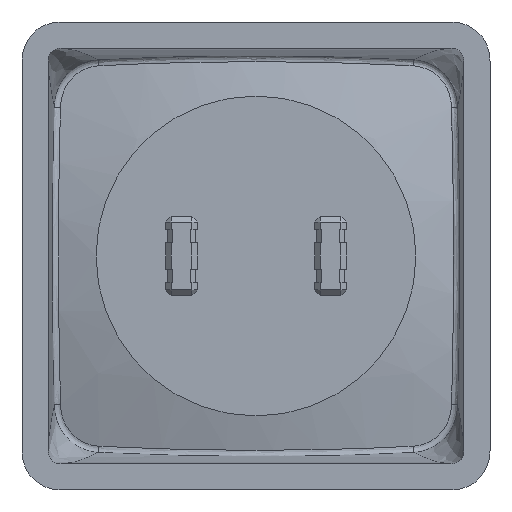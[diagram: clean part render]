
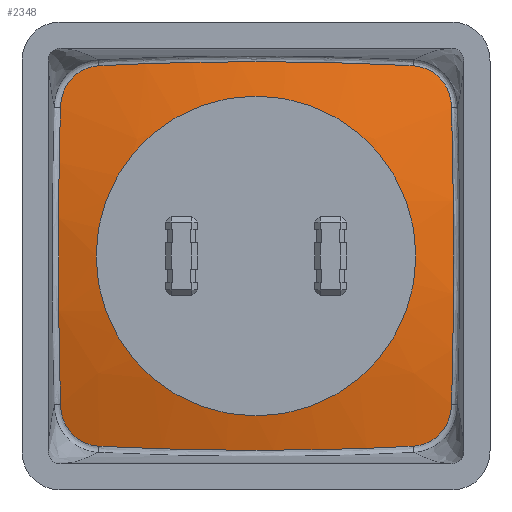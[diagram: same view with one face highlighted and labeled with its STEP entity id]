
A CAD part, front view. The second image highlights one B-rep face of the part: STEP entity #2348.
In plain terms, the highlighted spherical face has radius 31.5 mm.
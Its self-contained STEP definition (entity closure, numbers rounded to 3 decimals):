
#15=FACE_BOUND('',#399,.T.);
#19=SPHERICAL_SURFACE('',#2494,31.5);
#29=B_SPLINE_CURVE_WITH_KNOTS('',3,(#3469,#3470,#3471,#3472,#3473),
 .UNSPECIFIED.,.F.,.F.,(4,1,4),(-1.216,-0.521,0.),
 .UNSPECIFIED.);
#31=B_SPLINE_CURVE_WITH_KNOTS('',3,(#3514,#3515,#3516,#3517,#3518,#3519),
 .UNSPECIFIED.,.F.,.F.,(4,1,1,4),(-0.244,-0.174,
-0.105,0.),.UNSPECIFIED.);
#33=B_SPLINE_CURVE_WITH_KNOTS('',3,(#3549,#3550,#3551,#3552),
 .UNSPECIFIED.,.F.,.F.,(4,4),(-1.147,0.),.UNSPECIFIED.);
#35=B_SPLINE_CURVE_WITH_KNOTS('',3,(#3590,#3591,#3592,#3593,#3594,#3595),
 .UNSPECIFIED.,.F.,.F.,(4,1,1,4),(-0.244,-0.174,
-0.105,0.),.UNSPECIFIED.);
#37=B_SPLINE_CURVE_WITH_KNOTS('',3,(#3630,#3631,#3632,#3633,#3634),
 .UNSPECIFIED.,.F.,.F.,(4,1,4),(-1.216,-0.521,0.),
 .UNSPECIFIED.);
#39=B_SPLINE_CURVE_WITH_KNOTS('',3,(#3673,#3674,#3675,#3676,#3677,#3678),
 .UNSPECIFIED.,.F.,.F.,(4,1,1,4),(-0.244,-0.174,
-0.105,0.),.UNSPECIFIED.);
#41=B_SPLINE_CURVE_WITH_KNOTS('',3,(#3708,#3709,#3710,#3711),
 .UNSPECIFIED.,.F.,.F.,(4,4),(-1.147,0.),.UNSPECIFIED.);
#43=B_SPLINE_CURVE_WITH_KNOTS('',3,(#3746,#3747,#3748,#3749,#3750,#3751),
 .UNSPECIFIED.,.F.,.F.,(4,1,1,4),(-0.244,-0.14,
-0.07,0.),.UNSPECIFIED.);
#133=CIRCLE('',#2495,6.119);
#264=FACE_OUTER_BOUND('',#398,.T.);
#398=EDGE_LOOP('',(#1908,#1909,#1910,#1911,#1912,#1913,#1914,#1915));
#399=EDGE_LOOP('',(#1916));
#1043=VERTEX_POINT('',#3466);
#1044=VERTEX_POINT('',#3468);
#1047=VERTEX_POINT('',#3512);
#1049=VERTEX_POINT('',#3547);
#1051=VERTEX_POINT('',#3588);
#1053=VERTEX_POINT('',#3628);
#1055=VERTEX_POINT('',#3671);
#1057=VERTEX_POINT('',#3706);
#1068=VERTEX_POINT('',#4004);
#1340=EDGE_CURVE('',#1043,#1044,#29,.T.);
#1344=EDGE_CURVE('',#1047,#1043,#31,.T.);
#1347=EDGE_CURVE('',#1049,#1047,#33,.T.);
#1350=EDGE_CURVE('',#1051,#1049,#35,.T.);
#1353=EDGE_CURVE('',#1053,#1051,#37,.T.);
#1356=EDGE_CURVE('',#1055,#1053,#39,.T.);
#1359=EDGE_CURVE('',#1057,#1055,#41,.T.);
#1361=EDGE_CURVE('',#1044,#1057,#43,.T.);
#1377=EDGE_CURVE('',#1068,#1068,#133,.T.);
#1908=ORIENTED_EDGE('',*,*,#1340,.F.);
#1909=ORIENTED_EDGE('',*,*,#1344,.F.);
#1910=ORIENTED_EDGE('',*,*,#1347,.F.);
#1911=ORIENTED_EDGE('',*,*,#1350,.F.);
#1912=ORIENTED_EDGE('',*,*,#1353,.F.);
#1913=ORIENTED_EDGE('',*,*,#1356,.F.);
#1914=ORIENTED_EDGE('',*,*,#1359,.F.);
#1915=ORIENTED_EDGE('',*,*,#1361,.F.);
#1916=ORIENTED_EDGE('',*,*,#1377,.F.);
#2348=ADVANCED_FACE('',(#264,#15),#19,.T.);
#2494=AXIS2_PLACEMENT_3D('',#4003,#2929,#2930);
#2495=AXIS2_PLACEMENT_3D('',#4005,#2931,#2932);
#2929=DIRECTION('center_axis',(0.,0.,1.));
#2930=DIRECTION('ref_axis',(1.,0.,0.));
#2931=DIRECTION('center_axis',(0.,-1.,0.));
#2932=DIRECTION('ref_axis',(0.,0.,1.));
#3466=CARTESIAN_POINT('',(-6.006,6.646,7.277));
#3468=CARTESIAN_POINT('',(6.006,6.646,7.277));
#3469=CARTESIAN_POINT('Ctrl Pts',(-6.006,6.646,7.277));
#3470=CARTESIAN_POINT('Ctrl Pts',(-3.746,6.225,7.402));
#3471=CARTESIAN_POINT('Ctrl Pts',(0.293,5.898,7.464));
#3472=CARTESIAN_POINT('Ctrl Pts',(4.311,6.33,7.37));
#3473=CARTESIAN_POINT('Ctrl Pts',(6.006,6.646,7.277));
#3512=CARTESIAN_POINT('',(-7.48,6.63,5.667));
#3514=CARTESIAN_POINT('Ctrl Pts',(-7.48,6.63,5.667));
#3515=CARTESIAN_POINT('Ctrl Pts',(-7.474,6.672,5.894));
#3516=CARTESIAN_POINT('Ctrl Pts',(-7.386,6.741,6.35));
#3517=CARTESIAN_POINT('Ctrl Pts',(-6.913,6.779,7.034));
#3518=CARTESIAN_POINT('Ctrl Pts',(-6.346,6.71,7.259));
#3519=CARTESIAN_POINT('Ctrl Pts',(-6.006,6.646,7.277));
#3547=CARTESIAN_POINT('',(-7.48,6.63,-5.667));
#3549=CARTESIAN_POINT('Ctrl Pts',(-7.48,6.63,-5.667));
#3550=CARTESIAN_POINT('Ctrl Pts',(-7.583,5.952,-1.931));
#3551=CARTESIAN_POINT('Ctrl Pts',(-7.583,5.952,1.931));
#3552=CARTESIAN_POINT('Ctrl Pts',(-7.48,6.63,5.667));
#3588=CARTESIAN_POINT('',(-6.006,6.646,-7.277));
#3590=CARTESIAN_POINT('Ctrl Pts',(-6.006,6.646,-7.277));
#3591=CARTESIAN_POINT('Ctrl Pts',(-6.233,6.689,-7.265));
#3592=CARTESIAN_POINT('Ctrl Pts',(-6.686,6.755,-7.144));
#3593=CARTESIAN_POINT('Ctrl Pts',(-7.306,6.771,-6.586));
#3594=CARTESIAN_POINT('Ctrl Pts',(-7.471,6.692,-6.008));
#3595=CARTESIAN_POINT('Ctrl Pts',(-7.48,6.63,-5.667));
#3628=CARTESIAN_POINT('',(6.006,6.646,-7.277));
#3630=CARTESIAN_POINT('Ctrl Pts',(6.006,6.646,-7.277));
#3631=CARTESIAN_POINT('Ctrl Pts',(3.746,6.225,-7.402));
#3632=CARTESIAN_POINT('Ctrl Pts',(-0.293,5.898,-7.464));
#3633=CARTESIAN_POINT('Ctrl Pts',(-4.311,6.33,-7.37));
#3634=CARTESIAN_POINT('Ctrl Pts',(-6.006,6.646,-7.277));
#3671=CARTESIAN_POINT('',(7.48,6.63,-5.667));
#3673=CARTESIAN_POINT('Ctrl Pts',(7.48,6.63,-5.667));
#3674=CARTESIAN_POINT('Ctrl Pts',(7.474,6.672,-5.894));
#3675=CARTESIAN_POINT('Ctrl Pts',(7.386,6.741,-6.35));
#3676=CARTESIAN_POINT('Ctrl Pts',(6.913,6.779,-7.034));
#3677=CARTESIAN_POINT('Ctrl Pts',(6.346,6.71,-7.259));
#3678=CARTESIAN_POINT('Ctrl Pts',(6.006,6.646,-7.277));
#3706=CARTESIAN_POINT('',(7.48,6.63,5.667));
#3708=CARTESIAN_POINT('Ctrl Pts',(7.48,6.63,5.667));
#3709=CARTESIAN_POINT('Ctrl Pts',(7.583,5.952,1.931));
#3710=CARTESIAN_POINT('Ctrl Pts',(7.583,5.952,-1.931));
#3711=CARTESIAN_POINT('Ctrl Pts',(7.48,6.63,-5.667));
#3746=CARTESIAN_POINT('Ctrl Pts',(6.006,6.646,7.277));
#3747=CARTESIAN_POINT('Ctrl Pts',(6.346,6.71,7.259));
#3748=CARTESIAN_POINT('Ctrl Pts',(6.913,6.779,7.034));
#3749=CARTESIAN_POINT('Ctrl Pts',(7.386,6.741,6.35));
#3750=CARTESIAN_POINT('Ctrl Pts',(7.474,6.672,5.894));
#3751=CARTESIAN_POINT('Ctrl Pts',(7.48,6.63,5.667));
#4003=CARTESIAN_POINT('Origin',(0.,36.7,0.));
#4004=CARTESIAN_POINT('',(0.,5.8,-6.119));
#4005=CARTESIAN_POINT('Origin',(0.,5.8,0.));
